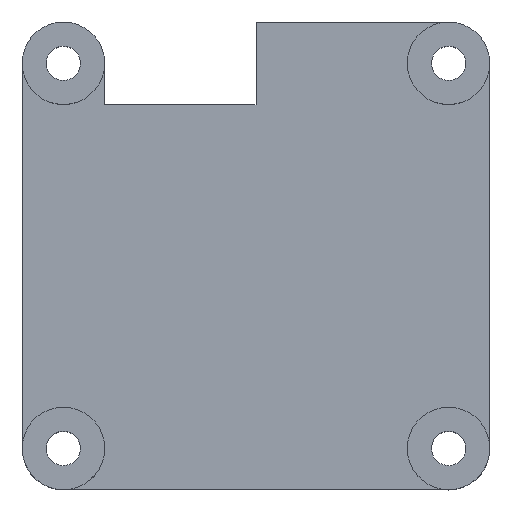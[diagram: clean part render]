
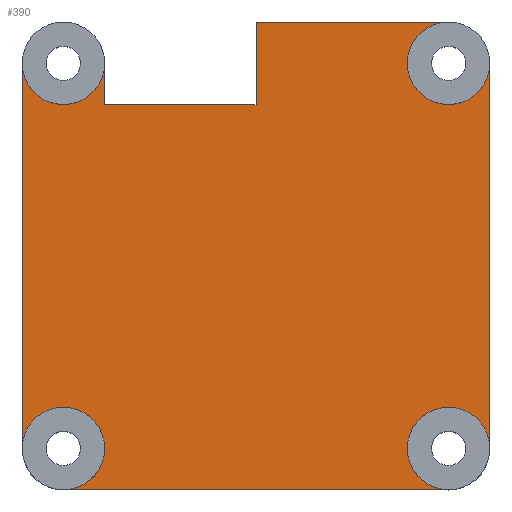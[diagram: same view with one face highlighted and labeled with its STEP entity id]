
A CAD part, top view. The second image highlights one B-rep face of the part: STEP entity #390.
In plain terms, the highlighted planar face has unit normal (0, 0, 1).
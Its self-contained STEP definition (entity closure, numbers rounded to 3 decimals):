
#31=CIRCLE('',#426,3.);
#32=CIRCLE('',#427,3.);
#33=CIRCLE('',#428,3.);
#34=CIRCLE('',#429,3.);
#35=CIRCLE('',#430,3.);
#36=CIRCLE('',#431,3.);
#60=FACE_OUTER_BOUND('',#81,.T.);
#81=EDGE_LOOP('',(#288,#289,#290,#291,#292,#293,#294,#295,#296,#297,#298,
#299,#300));
#105=LINE('',#590,#138);
#108=LINE('',#596,#141);
#111=LINE('',#602,#144);
#115=LINE('',#611,#148);
#119=LINE('',#620,#152);
#123=LINE('',#629,#156);
#127=LINE('',#636,#160);
#138=VECTOR('',#467,10.);
#141=VECTOR('',#472,10.);
#144=VECTOR('',#477,10.);
#148=VECTOR('',#483,10.);
#152=VECTOR('',#489,10.);
#156=VECTOR('',#495,10.);
#160=VECTOR('',#501,10.);
#171=VERTEX_POINT('',#587);
#172=VERTEX_POINT('',#589);
#174=VERTEX_POINT('',#595);
#176=VERTEX_POINT('',#601);
#179=VERTEX_POINT('',#608);
#180=VERTEX_POINT('',#610);
#183=VERTEX_POINT('',#617);
#184=VERTEX_POINT('',#619);
#187=VERTEX_POINT('',#626);
#188=VERTEX_POINT('',#628);
#190=VERTEX_POINT('',#634);
#191=VERTEX_POINT('',#640);
#192=VERTEX_POINT('',#643);
#207=EDGE_CURVE('',#172,#171,#105,.T.);
#210=EDGE_CURVE('',#174,#172,#108,.T.);
#213=EDGE_CURVE('',#176,#174,#111,.T.);
#217=EDGE_CURVE('',#180,#179,#115,.T.);
#221=EDGE_CURVE('',#184,#183,#119,.T.);
#225=EDGE_CURVE('',#188,#187,#123,.T.);
#229=EDGE_CURVE('',#171,#190,#127,.T.);
#230=EDGE_CURVE('',#188,#190,#31,.T.);
#231=EDGE_CURVE('',#184,#187,#32,.T.);
#232=EDGE_CURVE('',#191,#183,#33,.T.);
#233=EDGE_CURVE('',#180,#191,#34,.T.);
#234=EDGE_CURVE('',#192,#179,#35,.T.);
#235=EDGE_CURVE('',#176,#192,#36,.T.);
#288=ORIENTED_EDGE('',*,*,#229,.T.);
#289=ORIENTED_EDGE('',*,*,#230,.F.);
#290=ORIENTED_EDGE('',*,*,#225,.T.);
#291=ORIENTED_EDGE('',*,*,#231,.F.);
#292=ORIENTED_EDGE('',*,*,#221,.T.);
#293=ORIENTED_EDGE('',*,*,#232,.F.);
#294=ORIENTED_EDGE('',*,*,#233,.F.);
#295=ORIENTED_EDGE('',*,*,#217,.T.);
#296=ORIENTED_EDGE('',*,*,#234,.F.);
#297=ORIENTED_EDGE('',*,*,#235,.F.);
#298=ORIENTED_EDGE('',*,*,#213,.T.);
#299=ORIENTED_EDGE('',*,*,#210,.T.);
#300=ORIENTED_EDGE('',*,*,#207,.T.);
#377=PLANE('',#425);
#390=ADVANCED_FACE('',(#60),#377,.F.);
#425=AXIS2_PLACEMENT_3D('',#637,#502,#503);
#426=AXIS2_PLACEMENT_3D('',#638,#504,#505);
#427=AXIS2_PLACEMENT_3D('',#639,#506,#507);
#428=AXIS2_PLACEMENT_3D('',#641,#508,#509);
#429=AXIS2_PLACEMENT_3D('',#642,#510,#511);
#430=AXIS2_PLACEMENT_3D('',#644,#512,#513);
#431=AXIS2_PLACEMENT_3D('',#645,#514,#515);
#467=DIRECTION('',(-1.,0.,0.));
#472=DIRECTION('',(0.,-1.,0.));
#477=DIRECTION('',(-1.,0.,0.));
#483=DIRECTION('',(0.,1.,0.));
#489=DIRECTION('',(1.,0.,0.));
#495=DIRECTION('',(0.,-1.,0.));
#501=DIRECTION('',(0.,1.,0.));
#502=DIRECTION('center_axis',(0.,0.,-1.));
#503=DIRECTION('ref_axis',(1.,0.,0.));
#504=DIRECTION('center_axis',(0.,0.,1.));
#505=DIRECTION('ref_axis',(1.,0.,0.));
#506=DIRECTION('center_axis',(0.,0.,1.));
#507=DIRECTION('ref_axis',(1.,0.,0.));
#508=DIRECTION('center_axis',(0.,0.,1.));
#509=DIRECTION('ref_axis',(1.,0.,0.));
#510=DIRECTION('center_axis',(0.,0.,1.));
#511=DIRECTION('ref_axis',(1.,0.,0.));
#512=DIRECTION('center_axis',(0.,0.,1.));
#513=DIRECTION('ref_axis',(1.,0.,0.));
#514=DIRECTION('center_axis',(0.,0.,1.));
#515=DIRECTION('ref_axis',(1.,0.,0.));
#587=CARTESIAN_POINT('',(3.,25.,11.));
#589=CARTESIAN_POINT('',(14.,25.,11.));
#590=CARTESIAN_POINT('',(3.,25.,11.));
#595=CARTESIAN_POINT('',(14.,31.,11.));
#596=CARTESIAN_POINT('',(14.,25.,11.));
#601=CARTESIAN_POINT('',(28.,31.,11.));
#602=CARTESIAN_POINT('',(0.,31.,11.));
#608=CARTESIAN_POINT('',(31.,28.,11.));
#610=CARTESIAN_POINT('',(31.,0.,11.));
#611=CARTESIAN_POINT('',(31.,0.,11.));
#617=CARTESIAN_POINT('',(28.,-3.,11.));
#619=CARTESIAN_POINT('',(0.,-3.,11.));
#620=CARTESIAN_POINT('',(0.,-3.,11.));
#626=CARTESIAN_POINT('',(-3.,0.,11.));
#628=CARTESIAN_POINT('',(-3.,28.,11.));
#629=CARTESIAN_POINT('',(-3.,0.,11.));
#634=CARTESIAN_POINT('',(3.,28.,11.));
#636=CARTESIAN_POINT('',(3.,28.,11.));
#637=CARTESIAN_POINT('Origin',(14.,14.,11.));
#638=CARTESIAN_POINT('Origin',(0.,28.,11.));
#639=CARTESIAN_POINT('Origin',(0.,0.,11.));
#640=CARTESIAN_POINT('',(25.,0.,11.));
#641=CARTESIAN_POINT('Origin',(28.,0.,11.));
#642=CARTESIAN_POINT('Origin',(28.,0.,11.));
#643=CARTESIAN_POINT('',(25.,28.,11.));
#644=CARTESIAN_POINT('Origin',(28.,28.,11.));
#645=CARTESIAN_POINT('Origin',(28.,28.,11.));
